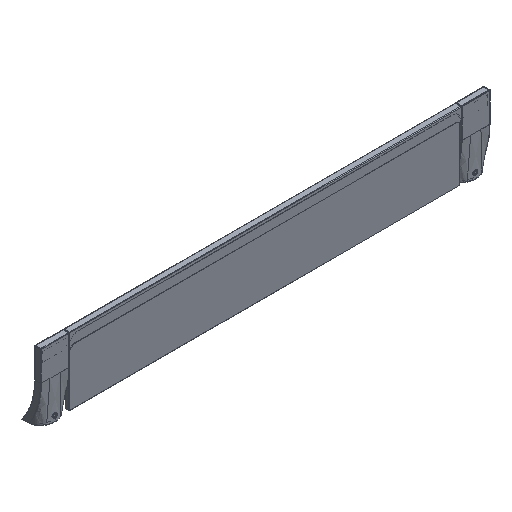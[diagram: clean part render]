
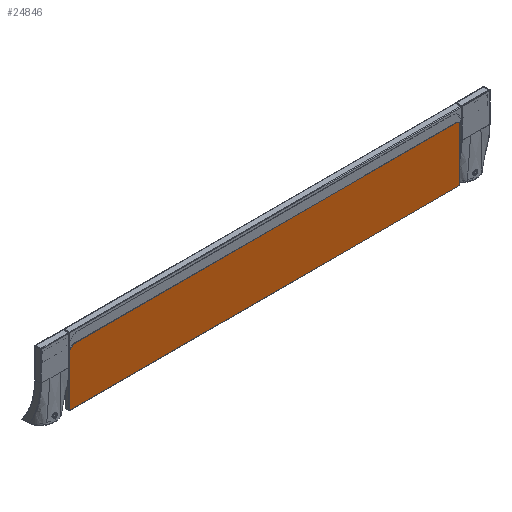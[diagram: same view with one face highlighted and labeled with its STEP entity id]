
A CAD part, isometric view. The second image highlights one B-rep face of the part: STEP entity #24846.
In plain terms, the highlighted planar face has unit normal (0, -1, 0).
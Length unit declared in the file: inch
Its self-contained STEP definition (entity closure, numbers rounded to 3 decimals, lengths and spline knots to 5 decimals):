
#24448=DIRECTION('',(1.,0.,0.));
#24449=VECTOR('',#24448,21.3);
#24450=CARTESIAN_POINT('',(-10.65,-0.125,
3.72));
#24451=LINE('',#24450,#24449);
#24452=CARTESIAN_POINT('',(10.65,-0.125,3.25));
#24453=DIRECTION('',(0.,1.,0.));
#24454=DIRECTION('',(0.,0.,1.));
#24455=AXIS2_PLACEMENT_3D('',#24452,#24453,#24454);
#24457=DIRECTION('',(0.,0.,-1.));
#24458=VECTOR('',#24457,3.22);
#24459=CARTESIAN_POINT('',(11.12,-0.125,
3.25));
#24460=LINE('',#24459,#24458);
#24461=DIRECTION('',(-1.,0.,0.));
#24462=VECTOR('',#24461,22.24);
#24463=CARTESIAN_POINT('',(11.12,-0.125,0.03));
#24464=LINE('',#24463,#24462);
#24465=DIRECTION('',(0.,0.,1.));
#24466=VECTOR('',#24465,3.22);
#24467=CARTESIAN_POINT('',(-11.12,-0.125,0.03));
#24468=LINE('',#24467,#24466);
#24469=CARTESIAN_POINT('',(-10.65,-0.125,3.25));
#24470=DIRECTION('',(0.,1.,0.));
#24471=DIRECTION('',(-1.,0.,0.));
#24472=AXIS2_PLACEMENT_3D('',#24469,#24470,#24471);
#24520=CARTESIAN_POINT('',(-10.65,-0.125,
3.72));
#24521=CARTESIAN_POINT('',(10.65,-0.125,
3.72));
#24522=VERTEX_POINT('',#24520);
#24523=VERTEX_POINT('',#24521);
#24536=CARTESIAN_POINT('',(11.12,-0.125,0.03));
#24537=CARTESIAN_POINT('',(-11.12,-0.125,0.03));
#24538=VERTEX_POINT('',#24536);
#24539=VERTEX_POINT('',#24537);
#24544=CARTESIAN_POINT('',(11.12,-0.125,
3.25));
#24545=VERTEX_POINT('',#24544);
#24564=CARTESIAN_POINT('',(-11.12,-0.125,
3.25));
#24565=VERTEX_POINT('',#24564);
#24830=CARTESIAN_POINT('',(-11.15,-0.125,0.));
#24831=DIRECTION('',(0.,-1.,0.));
#24832=DIRECTION('',(1.,0.,0.));
#24833=AXIS2_PLACEMENT_3D('',#24830,#24831,#24832);
#24834=PLANE('',#24833);
#24836=ORIENTED_EDGE('',*,*,#24835,.T.);
#24838=ORIENTED_EDGE('',*,*,#24837,.T.);
#24839=ORIENTED_EDGE('',*,*,#24823,.T.);
#24840=ORIENTED_EDGE('',*,*,#24696,.T.);
#24841=ORIENTED_EDGE('',*,*,#24713,.T.);
#24843=ORIENTED_EDGE('',*,*,#24842,.T.);
#24844=EDGE_LOOP('',(#24836,#24838,#24839,#24840,#24841,#24843));
#24845=FACE_OUTER_BOUND('',#24844,.F.);
#24846=ADVANCED_FACE('',(#24845),#24834,.T.);
#24456=CIRCLE('',#24455,0.47);
#24473=CIRCLE('',#24472,0.47);
#24696=EDGE_CURVE('',#24538,#24539,#24464,.T.);
#24713=EDGE_CURVE('',#24539,#24565,#24468,.T.);
#24823=EDGE_CURVE('',#24545,#24538,#24460,.T.);
#24835=EDGE_CURVE('',#24522,#24523,#24451,.T.);
#24837=EDGE_CURVE('',#24523,#24545,#24456,.T.);
#24842=EDGE_CURVE('',#24565,#24522,#24473,.T.);
